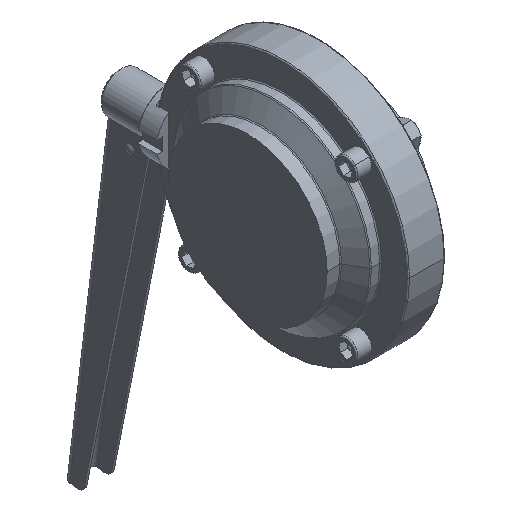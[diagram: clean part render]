
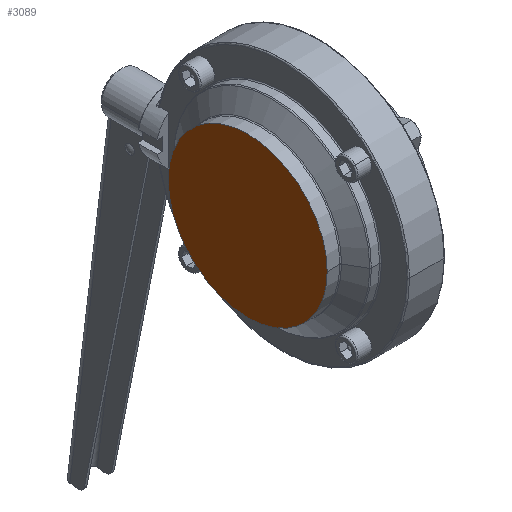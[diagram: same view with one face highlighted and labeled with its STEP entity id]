
A CAD part, isometric view. The second image highlights one B-rep face of the part: STEP entity #3089.
In plain terms, the highlighted planar face has unit normal (-1, 0, 0).
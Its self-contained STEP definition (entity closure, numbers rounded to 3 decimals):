
#405 = CARTESIAN_POINT ( 'NONE',  ( -43., -0.018, 0.008 ) ) ;
#406 = DIRECTION ( 'NONE',  ( 1., 0., 0. ) ) ;
#407 = DIRECTION ( 'NONE',  ( 0., 0., -1. ) ) ;
#924 = CARTESIAN_POINT ( 'NONE',  ( -43., -64.712, 0.008 ) ) ;
#1004 = CARTESIAN_POINT ( 'NONE',  ( -43., 64.675, 0.008 ) ) ;
#1544 = AXIS2_PLACEMENT_3D ( 'NONE', #2166, #2171, #2172 ) ;
#1562 = AXIS2_PLACEMENT_3D ( 'NONE', #2100, #2101, #2102 ) ;
#1688 = CIRCLE ( 'NONE', #1562, 64.694 ) ;
#2100 = CARTESIAN_POINT ( 'NONE',  ( -43., -0.018, 0.008 ) ) ;
#2101 = DIRECTION ( 'NONE',  ( 1., 0., 0. ) ) ;
#2102 = DIRECTION ( 'NONE',  ( 0., 0., -1. ) ) ;
#2166 = CARTESIAN_POINT ( 'NONE',  ( -43., -102.826, -99.665 ) ) ;
#2168 = FACE_OUTER_BOUND ( 'NONE', #6885, .T. ) ;
#2169 = PLANE ( 'NONE',  #1544 ) ;
#2171 = DIRECTION ( 'NONE',  ( 1., 0., 0. ) ) ;
#2172 = DIRECTION ( 'NONE',  ( 0., 0., -1. ) ) ;
#3075 = EDGE_CURVE ( 'NONE', #6211, #6291, #1688, .T. ) ;
#3089 = ADVANCED_FACE ( 'NONE', ( #2168 ), #2169, .F. ) ;
#4540 = EDGE_CURVE ( 'NONE', #6291, #6211, #5888, .T. ) ;
#5869 = AXIS2_PLACEMENT_3D ( 'NONE', #405, #406, #407 ) ;
#5888 = CIRCLE ( 'NONE', #5869, 64.694 ) ;
#6211 = VERTEX_POINT ( 'NONE', #924 ) ;
#6291 = VERTEX_POINT ( 'NONE', #1004 ) ;
#6885 = EDGE_LOOP ( 'NONE', ( #7678, #7681 ) ) ;
#7678 = ORIENTED_EDGE ( 'NONE', *, *, #3075, .F. ) ;
#7681 = ORIENTED_EDGE ( 'NONE', *, *, #4540, .F. ) ;
